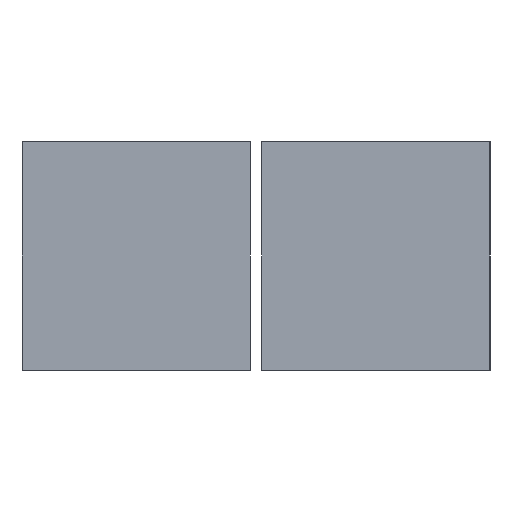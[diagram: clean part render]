
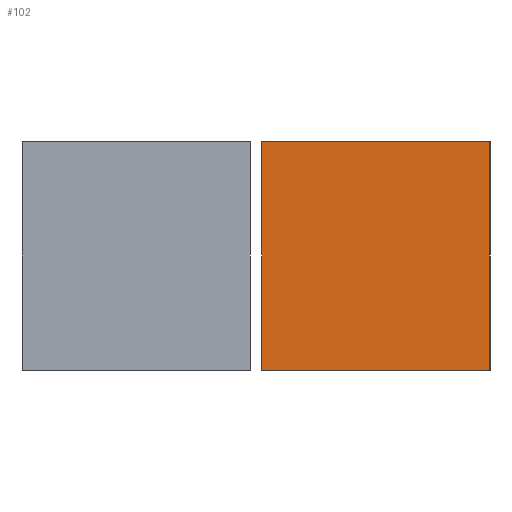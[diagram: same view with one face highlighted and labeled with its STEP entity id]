
A CAD part, left-side view. The second image highlights one B-rep face of the part: STEP entity #102.
In plain terms, the highlighted planar face has unit normal (-1, 0, 0).
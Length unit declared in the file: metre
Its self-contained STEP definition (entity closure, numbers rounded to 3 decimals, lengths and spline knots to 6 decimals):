
#102 = ADVANCED_FACE( '', ( #115 ), #116, .T. );
#115 = FACE_OUTER_BOUND( '', #139, .T. );
#116 = PLANE( '', #140 );
#139 = EDGE_LOOP( '', ( #163, #164, #165, #166 ) );
#140 = AXIS2_PLACEMENT_3D( '', #167, #168, #169 );
#163 = ORIENTED_EDGE( '', *, *, #247, .F. );
#164 = ORIENTED_EDGE( '', *, *, #248, .F. );
#165 = ORIENTED_EDGE( '', *, *, #249, .T. );
#166 = ORIENTED_EDGE( '', *, *, #250, .T. );
#167 = CARTESIAN_POINT( '', ( 0., -10., 10. ) );
#168 = DIRECTION( '', ( -1., 0., 0. ) );
#169 = DIRECTION( '', ( 0., 0., 1. ) );
#247 = EDGE_CURVE( '', #271, #272, #273, .T. );
#248 = EDGE_CURVE( '', #274, #271, #275, .T. );
#249 = EDGE_CURVE( '', #274, #276, #277, .T. );
#250 = EDGE_CURVE( '', #276, #272, #278, .T. );
#271 = VERTEX_POINT( '', #311 );
#272 = VERTEX_POINT( '', #312 );
#273 = LINE( '', #313, #314 );
#274 = VERTEX_POINT( '', #315 );
#275 = LINE( '', #316, #317 );
#276 = VERTEX_POINT( '', #318 );
#277 = LINE( '', #319, #320 );
#278 = LINE( '', #321, #322 );
#311 = CARTESIAN_POINT( '', ( 0., -10., 0. ) );
#312 = CARTESIAN_POINT( '', ( 0., 0., 0. ) );
#313 = CARTESIAN_POINT( '', ( 0., -10., 0. ) );
#314 = VECTOR( '', #375, 1. );
#315 = CARTESIAN_POINT( '', ( 0., -10., 10. ) );
#316 = CARTESIAN_POINT( '', ( 0., -10., 10. ) );
#317 = VECTOR( '', #376, 1. );
#318 = CARTESIAN_POINT( '', ( 0., 0., 10. ) );
#319 = CARTESIAN_POINT( '', ( 0., -10., 10. ) );
#320 = VECTOR( '', #377, 1. );
#321 = CARTESIAN_POINT( '', ( 0., 0., 10. ) );
#322 = VECTOR( '', #378, 1. );
#375 = DIRECTION( '', ( 0., 1., 0. ) );
#376 = DIRECTION( '', ( 0., 0., -1. ) );
#377 = DIRECTION( '', ( 0., 1., 0. ) );
#378 = DIRECTION( '', ( 0., 0., -1. ) );
